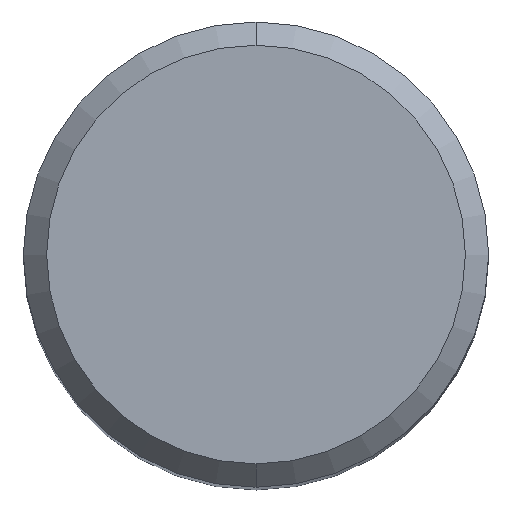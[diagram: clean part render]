
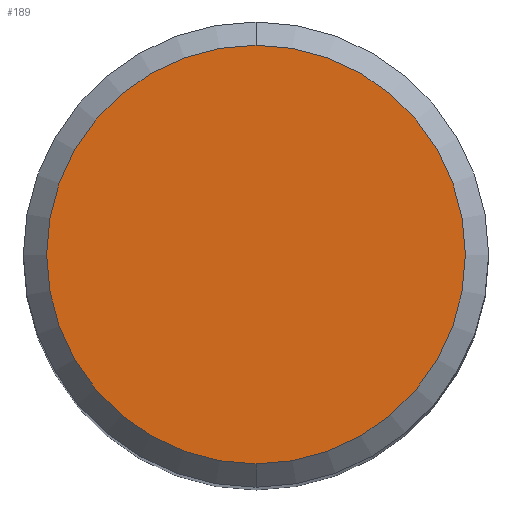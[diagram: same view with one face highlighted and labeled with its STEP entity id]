
A CAD part, top view. The second image highlights one B-rep face of the part: STEP entity #189.
In plain terms, the highlighted planar face has unit normal (0, 0, 1).
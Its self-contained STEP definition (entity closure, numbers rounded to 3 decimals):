
#175=VERTEX_POINT('',#466);
#189=ADVANCED_FACE('',(#483),#484,.T.);
#221=VERTEX_POINT('',#518);
#267=EDGE_CURVE('',#221,#175,#570,.T.);
#339=EDGE_CURVE('',#175,#221,#648,.T.);
#466=CARTESIAN_POINT('',(0.,-3.6,0.0));
#483=FACE_OUTER_BOUND('',#817,.T.);
#484=PLANE('',#818);
#518=CARTESIAN_POINT('',(0.0,3.6,0.0));
#570=CIRCLE('',#979,3.6);
#648=CIRCLE('',#1174,3.6);
#817=EDGE_LOOP('',(#1427,#1428));
#818=AXIS2_PLACEMENT_3D('',#1429,#1430,#1431);
#979=AXIS2_PLACEMENT_3D('',#1523,#1524,#1525);
#1174=AXIS2_PLACEMENT_3D('',#1607,#1608,#1609);
#1427=ORIENTED_EDGE('',*,*,#267,.F.);
#1428=ORIENTED_EDGE('',*,*,#339,.F.);
#1429=CARTESIAN_POINT('',(0.0,1.8,0.0));
#1430=DIRECTION('',(-0.0,0.0,1.0));
#1431=DIRECTION('',(0.0,-1.0,0.0));
#1523=CARTESIAN_POINT('',(0.0,0.0,0.0));
#1524=DIRECTION('',(0.0,0.0,-1.0));
#1525=DIRECTION('',(0.0,1.0,0.0));
#1607=CARTESIAN_POINT('',(0.0,0.0,0.0));
#1608=DIRECTION('',(0.0,0.0,-1.0));
#1609=DIRECTION('',(0.0,1.0,0.0));
